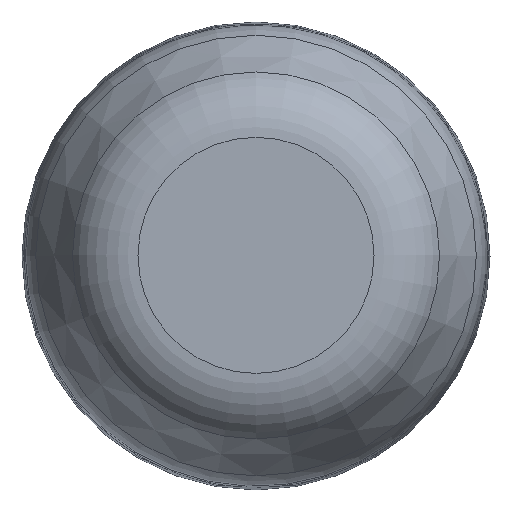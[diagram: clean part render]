
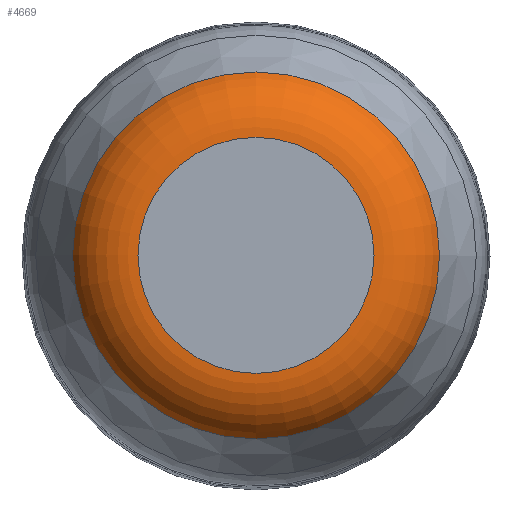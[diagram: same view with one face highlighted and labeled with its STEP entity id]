
A CAD part, top view. The second image highlights one B-rep face of the part: STEP entity #4669.
In plain terms, the highlighted toroidal (fillet/blend) face has major radius 16.332 mm and minor radius 10 mm.
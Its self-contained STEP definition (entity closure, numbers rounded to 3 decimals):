
#177=TOROIDAL_SURFACE('',#17438,16.332,10.);
#625=CIRCLE('',#17435,16.332);
#626=CIRCLE('',#17437,25.383);
#1102=FACE_BOUND('',#6485,.T.);
#1103=FACE_BOUND('',#6486,.T.);
#4669=ADVANCED_FACE('',(#1102,#1103),#177,.T.);
#6485=EDGE_LOOP('',(#8843));
#6486=EDGE_LOOP('',(#8844));
#8843=ORIENTED_EDGE('',*,*,#14664,.T.);
#8844=ORIENTED_EDGE('',*,*,#14663,.F.);
#12716=VERTEX_POINT('',#51232);
#12717=VERTEX_POINT('',#51235);
#14663=EDGE_CURVE('',#12716,#12716,#625,.T.);
#14664=EDGE_CURVE('',#12717,#12717,#626,.T.);
#17435=AXIS2_PLACEMENT_3D('',#51231,#19683,#19684);
#17437=AXIS2_PLACEMENT_3D('',#51234,#19687,#19688);
#17438=AXIS2_PLACEMENT_3D('',#51236,#19689,#19690);
#19683=DIRECTION('',(0.,0.,1.));
#19684=DIRECTION('',(0.,-1.,0.));
#19687=DIRECTION('',(0.,0.,1.));
#19688=DIRECTION('',(-1.,0.,0.));
#19689=DIRECTION('',(0.,0.,1.));
#19690=DIRECTION('',(0.,-1.,0.));
#51231=CARTESIAN_POINT('',(0.,0.,42.001));
#51232=CARTESIAN_POINT('',(-16.332,0.,42.001));
#51234=CARTESIAN_POINT('',(0.,0.,36.251));
#51235=CARTESIAN_POINT('',(-25.383,0.,36.251));
#51236=CARTESIAN_POINT('',(0.,0.,32.001));
